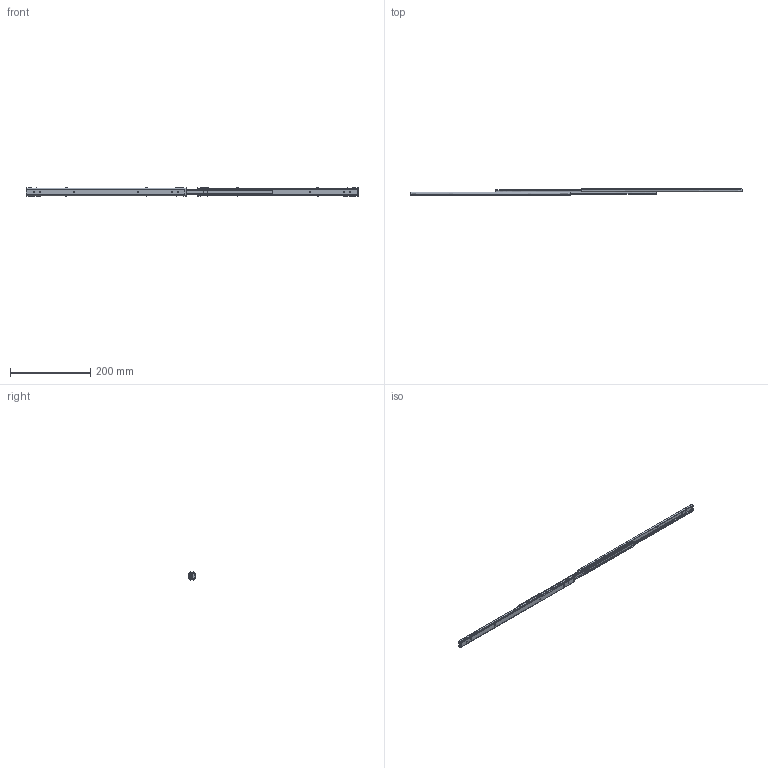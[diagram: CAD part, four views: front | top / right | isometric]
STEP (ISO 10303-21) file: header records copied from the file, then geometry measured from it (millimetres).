
FILE_DESCRIPTION((''),'2;1');
FILE_NAME('','2005-12-14T16:55:58',(''),(''),'','CADfix','');
FILE_SCHEMA(('AUTOMOTIVE_DESIGN'));
Length unit declared in the file: millimetre
Products named in the file (5): ball; retainer; member_A; member_B; TM_234_3_6226_36
Assembly tree (77 placements, depth 2):
  TM_234_3_6226_36
    ball  x72
    retainer  x2
    member_A  x2
    member_B
Bounding box: 829 x 16 x 20 mm (x, y, z)
Volume: 53920.1 mm3; surface area: 91355.8 mm2
Topology: 77 solids, 77 shells, 1012 faces, 2870 edges, 2008 vertices
Faces by surface type: bspline 1012
Entity records: 18248 total; most frequent: CARTESIAN_POINT 9469, ORIENTED_EDGE 2870, EDGE_CURVE 1435, VERTEX_POINT 978, QUASI_UNIFORM_CURVE 731, EDGE_LOOP 551, FACE_OUTER_BOUND 463, ADVANCED_FACE 463
